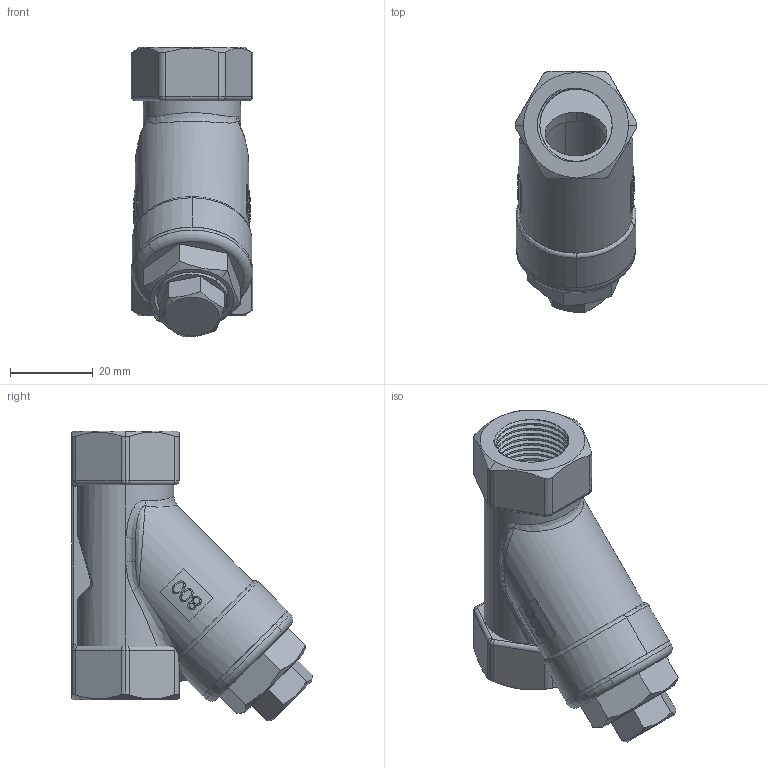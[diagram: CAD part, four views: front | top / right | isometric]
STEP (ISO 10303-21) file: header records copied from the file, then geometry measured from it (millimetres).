
FILE_DESCRIPTION (( 'STEP AP203' ), '1' );
FILE_NAME ('MV-41B-000 DN15.STEP', '2023-02-11T02:00:25', ( '' ), ( '' ), 'SwSTEP 2.0', 'SolidWorks 2012', '' );
FILE_SCHEMA (( 'CONFIG_CONTROL_DESIGN' ));
Length unit declared in the file: millimetre
Products named in the file (7): MV-41B-000 DN15; MV-41B DN15 JOINT GASKET; MV-41B DN15 BLOW OFF; 薦厙; MV-41B DN15 CAP; MV-41B DN15 O-RING; 极
Assembly tree (6 placements, depth 2):
  MV-41B-000 DN15
    极
    薦厙
    MV-41B DN15 CAP
    MV-41B DN15 BLOW OFF
    MV-41B DN15 O-RING
    MV-41B DN15 JOINT GASKET
Bounding box: 29.4 x 58.28 x 70.08 mm (x, y, z)
Volume: 9103.1 mm3; surface area: 23823.8 mm2
Topology: 5 solids, 8 shells, 543 faces, 1447 edges, 938 vertices
Faces by surface type: bspline 236, cylinder 164, plane 103, torus 26, cone 14
Entity records: 45243 total; most frequent: CARTESIAN_POINT 33049, ORIENTED_EDGE 2874, DIRECTION 1503, EDGE_CURVE 1439, VERTEX_POINT 938, EDGE_LOOP 693, B_SPLINE_CURVE_WITH_KNOTS 644, ADVANCED_FACE 543
